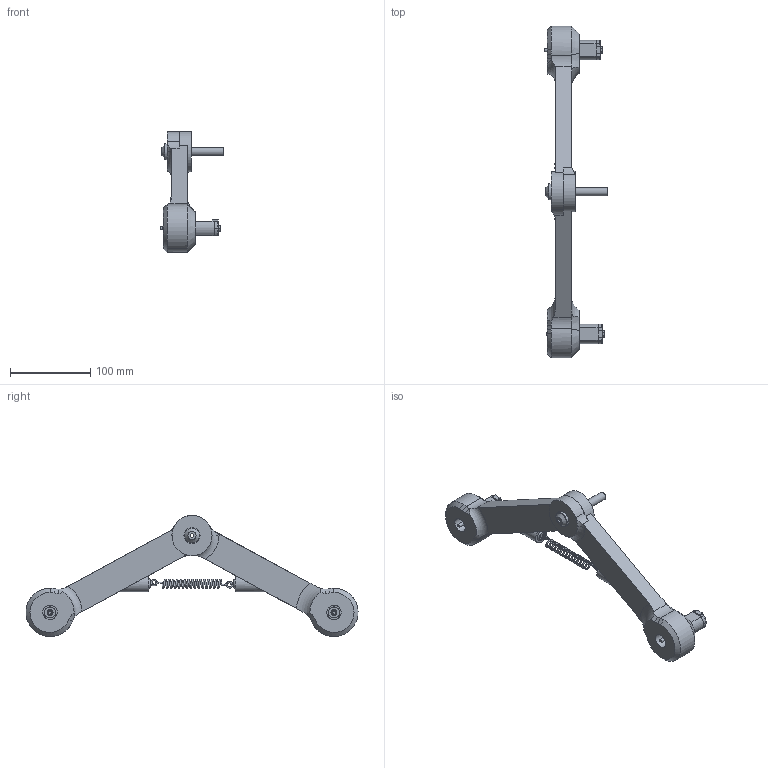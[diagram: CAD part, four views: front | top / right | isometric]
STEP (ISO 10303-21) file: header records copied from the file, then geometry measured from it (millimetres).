
FILE_DESCRIPTION(('HOOPS Exchange Step'),'2;1');
FILE_NAME('temp_export','2021-04-01T17:11:36+11:00',('mobile'),('Shapr3D Limited'),'HOOPS Exchange 2020.2','Shapr3D','Authorized');
FILE_SCHEMA( ('AP203_CONFIGURATION_CONTROLLED_3D_DESIGN_OF_MECHANICAL_PARTS_AND_ASSEMBLIES_MIM_LF') );
Length unit declared in the file: millimetre
Products named in the file (2): 0; 2FB7E978-224E-4457-9CC9-EA7E94AEBDF5.tmp
Assembly tree (1 placements, depth 2):
  2FB7E978-224E-4457-9CC9-EA7E94AEBDF5.tmp
    0
Bounding box: 78 x 413.85 x 150.81 mm (x, y, z)
Volume: 523999.9 mm3; surface area: 94776.6 mm2
Topology: 6 solids, 6 shells, 314 faces, 787 edges, 513 vertices
Faces by surface type: plane 134, cylinder 119, torus 35, cone 19, bspline 7
Full cylindrical faces by diameter (mm): 1.5 x6, 2 x2, 3.5 x6, 4.2 x2, 4.6 x1, 7.5 x2, 10 x3, 18 x2, 20 x3, 22 x4
Entity records: 31041 total; most frequent: CARTESIAN_POINT 23113, DIRECTION 1687, ORIENTED_EDGE 1574, EDGE_CURVE 787, AXIS2_PLACEMENT_3D 688, VERTEX_POINT 513, CIRCLE 378, EDGE_LOOP 364
